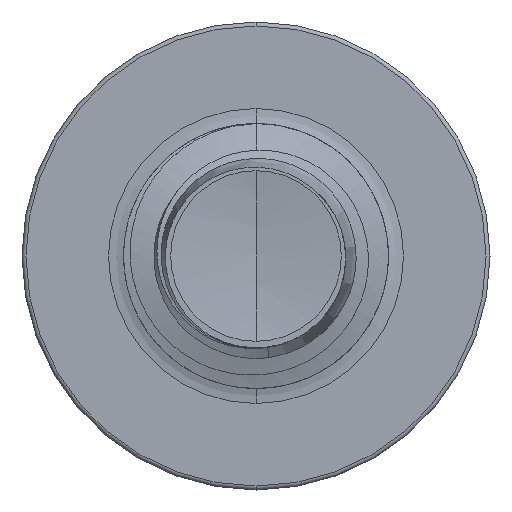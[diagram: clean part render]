
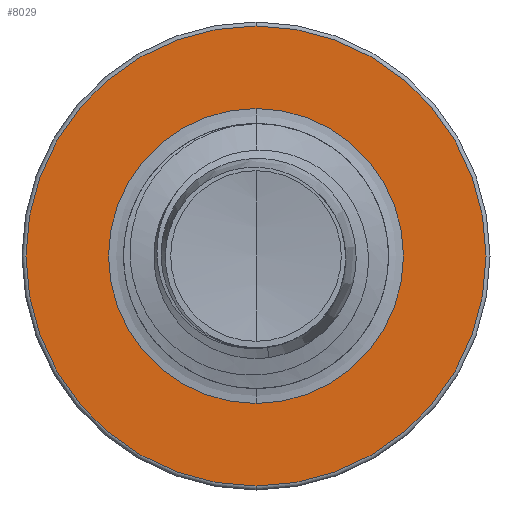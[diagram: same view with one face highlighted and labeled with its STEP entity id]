
A CAD part, front view. The second image highlights one B-rep face of the part: STEP entity #8029.
In plain terms, the highlighted planar face has unit normal (0, -1, 0).
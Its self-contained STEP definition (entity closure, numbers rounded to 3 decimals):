
#134 = DIRECTION ( 'NONE',  ( 0., 1., 0. ) ) ;
#470 = DIRECTION ( 'NONE',  ( 0., 0., 1. ) ) ;
#1733 = DIRECTION ( 'NONE',  ( 0., 1., 0. ) ) ;
#3230 = VERTEX_POINT ( 'NONE', #7199 ) ;
#4204 = CARTESIAN_POINT ( 'NONE',  ( 0., 5.5, -1.67 ) ) ;
#4623 = AXIS2_PLACEMENT_3D ( 'NONE', #7046, #14442, #8134 ) ;
#5110 = ORIENTED_EDGE ( 'NONE', *, *, #10743, .T. ) ;
#5933 = EDGE_CURVE ( 'NONE', #13537, #8292, #12117, .T. ) ;
#6551 = CIRCLE ( 'NONE', #12207, 2.605 ) ;
#7017 = DIRECTION ( 'NONE',  ( 0., 1., 0. ) ) ;
#7046 = CARTESIAN_POINT ( 'NONE',  ( 0., 5.5, 0. ) ) ;
#7049 = EDGE_CURVE ( 'NONE', #3230, #8557, #6551, .T. ) ;
#7112 = CIRCLE ( 'NONE', #7482, 2.605 ) ;
#7116 = ORIENTED_EDGE ( 'NONE', *, *, #7049, .F. ) ;
#7199 = CARTESIAN_POINT ( 'NONE',  ( 0., 5.5, -2.605 ) ) ;
#7212 = CARTESIAN_POINT ( 'NONE',  ( 0., 5.5, 1.67 ) ) ;
#7257 = CARTESIAN_POINT ( 'NONE',  ( 0., 5.5, 0. ) ) ;
#7461 = EDGE_LOOP ( 'NONE', ( #12205, #7116 ) ) ;
#7482 = AXIS2_PLACEMENT_3D ( 'NONE', #13844, #7534, #470 ) ;
#7534 = DIRECTION ( 'NONE',  ( 0., 1., 0. ) ) ;
#8029 = ADVANCED_FACE ( 'NONE', ( #13010, #10364 ), #12342, .F. ) ;
#8134 = DIRECTION ( 'NONE',  ( 0., 0., 1. ) ) ;
#8292 = VERTEX_POINT ( 'NONE', #7212 ) ;
#8356 = DIRECTION ( 'NONE',  ( 0., 0., 1. ) ) ;
#8557 = VERTEX_POINT ( 'NONE', #12848 ) ;
#8681 = CARTESIAN_POINT ( 'NONE',  ( 0., 5.5, 0. ) ) ;
#9223 = CIRCLE ( 'NONE', #4623, 1.67 ) ;
#9819 = DIRECTION ( 'NONE',  ( 0., 0., 1. ) ) ;
#10364 = FACE_BOUND ( 'NONE', #13949, .T. ) ;
#10743 = EDGE_CURVE ( 'NONE', #8292, #13537, #9223, .T. ) ;
#11914 = ORIENTED_EDGE ( 'NONE', *, *, #5933, .T. ) ;
#11952 = AXIS2_PLACEMENT_3D ( 'NONE', #13313, #7017, #14410 ) ;
#12117 = CIRCLE ( 'NONE', #14522, 1.67 ) ;
#12205 = ORIENTED_EDGE ( 'NONE', *, *, #13545, .F. ) ;
#12207 = AXIS2_PLACEMENT_3D ( 'NONE', #7257, #134, #8356 ) ;
#12342 = PLANE ( 'NONE',  #11952 ) ;
#12848 = CARTESIAN_POINT ( 'NONE',  ( 0., 5.5, 2.605 ) ) ;
#13010 = FACE_OUTER_BOUND ( 'NONE', #7461, .T. ) ;
#13313 = CARTESIAN_POINT ( 'NONE',  ( 0., 5.5, -1.67 ) ) ;
#13537 = VERTEX_POINT ( 'NONE', #4204 ) ;
#13545 = EDGE_CURVE ( 'NONE', #8557, #3230, #7112, .T. ) ;
#13844 = CARTESIAN_POINT ( 'NONE',  ( 0., 5.5, 0. ) ) ;
#13949 = EDGE_LOOP ( 'NONE', ( #5110, #11914 ) ) ;
#14410 = DIRECTION ( 'NONE',  ( 0., 0., 1. ) ) ;
#14442 = DIRECTION ( 'NONE',  ( 0., 1., 0. ) ) ;
#14522 = AXIS2_PLACEMENT_3D ( 'NONE', #8681, #1733, #9819 ) ;
